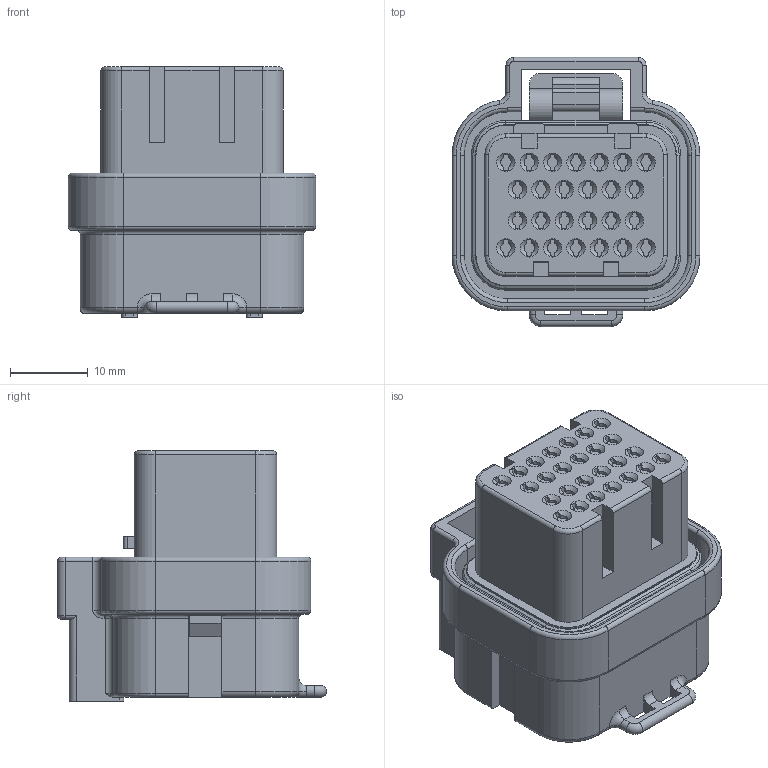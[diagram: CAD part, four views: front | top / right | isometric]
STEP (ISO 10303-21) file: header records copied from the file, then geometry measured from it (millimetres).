
FILE_DESCRIPTION((''),'2;1');
FILE_NAME('C-3-1437290-8','2018-10-16T',('workeradm'),('TE Connectivity Ltd.'),'CREO PARAMETRIC BY PTC INC, 2016050','CREO PARAMETRIC BY PTC INC, 2016050','');
FILE_SCHEMA(('AUTOMOTIVE_DESIGN { 1 0 10303 214 1 1 1 1 }'));
Length unit declared in the file: millimetre
Products named in the file (1): C-3-1437290-8
Bounding box: 31.8 x 34.55 x 32.15 mm (x, y, z)
Volume: 17785.8 mm3; surface area: 7196 mm2
Topology: 1 solids, 1 shells, 688 faces, 1760 edges, 1128 vertices
Faces by surface type: plane 297, cylinder 273, cone 60, torus 53, bspline 5
Entity records: 21586 total; most frequent: CARTESIAN_POINT 4428, DIRECTION 3742, ORIENTED_EDGE 3520, EDGE_CURVE 1760, AXIS2_PLACEMENT_3D 1411, VERTEX_POINT 1128, VECTOR 920, LINE 920
